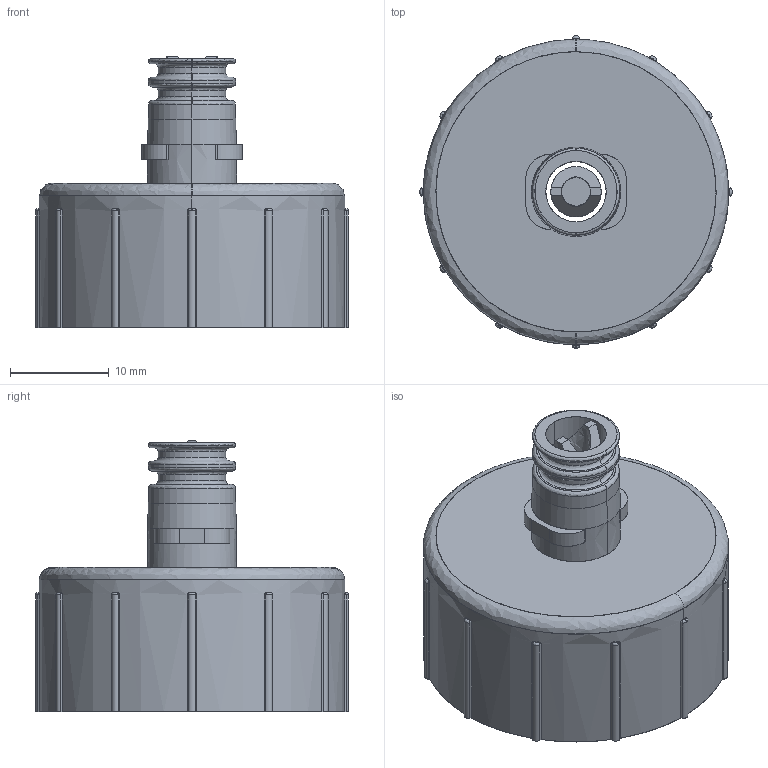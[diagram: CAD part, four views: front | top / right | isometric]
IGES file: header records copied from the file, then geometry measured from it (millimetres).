
Start section: SolidWorks IGES file using analytic representation for surfaces
Global section: file name: E-Q-160170.IGS; native system: SolidWorks 2017; preprocessor: SolidWorks 2017; author: wtsang; date: 170810.154152; units: millimetre
Bounding box: 31.61 x 31.61 x 27.46 mm (x, y, z)
Surface area: 5712.6 mm2 (no closed solid volume)
Topology: 0 solids, 0 shells, 185 faces, 2298 edges, 2298 vertices
Faces by surface type: bspline 106, revolution 79
